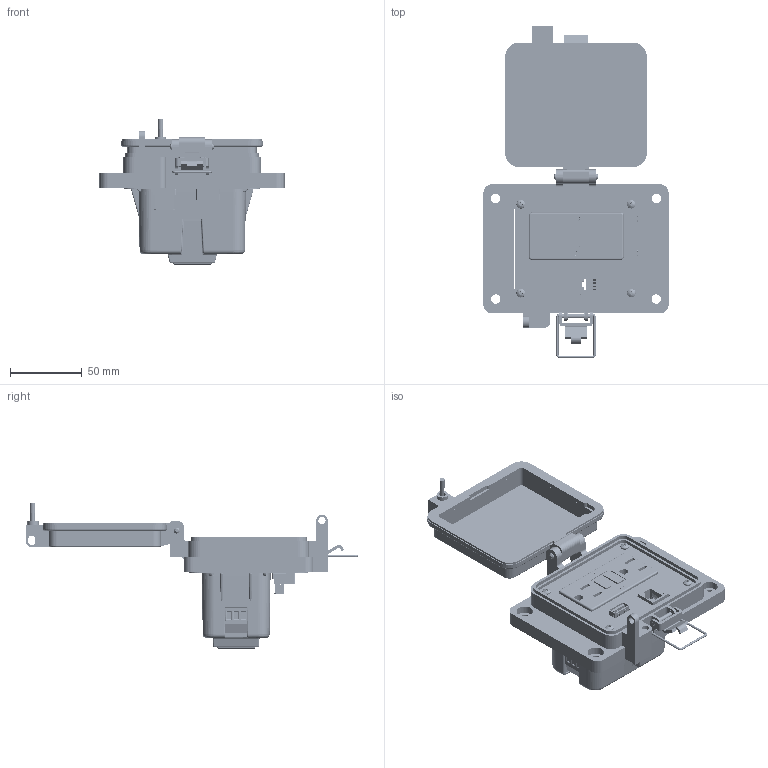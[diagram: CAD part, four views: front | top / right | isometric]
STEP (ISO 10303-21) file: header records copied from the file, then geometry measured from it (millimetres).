
FILE_DESCRIPTION (( 'STEP AP203' ), '1' );
FILE_NAME ('P-P22R2-K4RF0_3D.STEP', '2021-12-03T20:41:58', ( '' ), ( '' ), 'SwSTEP 2.0', 'SolidWorks 2019', '' );
FILE_SCHEMA (( 'CONFIG_CONTROL_DESIGN' ));
Length unit declared in the file: millimetre
Products named in the file (16): P-P22R2-K3RF0_BP; Z-300-RJ45CAT5; Z-120-RIOF-SHELL; 92005A124_METRIC PAN HEAD PHILLIPS MACHINE SCREW_92005A124; P22; Z-H-K4_B; Z-200-OTLT-GFIH-15A_sheared; 90272A106_ZINC-PLTD STL PAN HEAD PHILLIPS MACHINE SCREW_90272A106; Z-200-OTLT-RIOF-15A; RF; Z-300-USB-A-FF; -K4; P-P22R2-K3RF0_FP; R2; P-P22R2-K3RF0_TP; P-P22R2-K4RF0_3D
Assembly tree (19 placements, depth 4):
  P-P22R2-K4RF0_3D
    P-P22R2-K3RF0_BP
    P-P22R2-K3RF0_TP
    90272A106_ZINC-PLTD STL PAN HEAD PHILLIPS MACHINE SCREW_90272A106  x2
    P-P22R2-K3RF0_FP
    P22
      Z-300-USB-A-FF
    R2
      Z-300-RJ45CAT5
    -K4
      Z-H-K4_B
    92005A124_METRIC PAN HEAD PHILLIPS MACHINE SCREW_92005A124  x4
    RF
      Z-200-OTLT-RIOF-15A
        Z-120-RIOF-SHELL
        Z-200-OTLT-GFIH-15A_sheared
Bounding box: 129 x 231.28 x 101.5 mm (x, y, z)
Volume: 298772 mm3; surface area: 182099.8 mm2
Topology: 38 solids, 44 shells, 6132 faces, 16116 edges, 10230 vertices
Faces by surface type: plane 2599, cylinder 2008, bspline 1214, cone 132, torus 101, sphere 78
Entity records: 228865 total; most frequent: CARTESIAN_POINT 104300, ORIENTED_EDGE 28436, DIRECTION 20988, EDGE_CURVE 14218, VERTEX_POINT 8990, LINE 8538, VECTOR 8538, AXIS2_PLACEMENT_3D 6225
